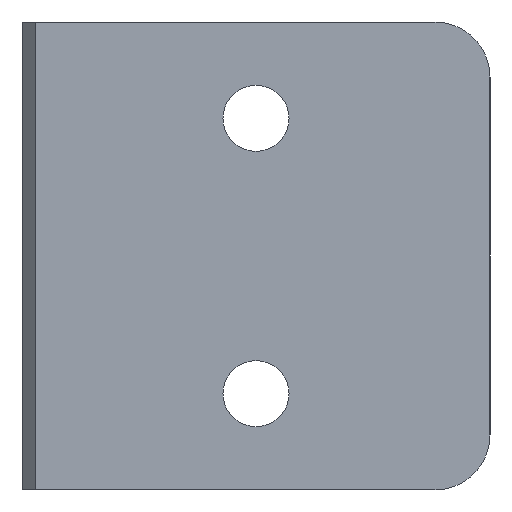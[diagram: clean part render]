
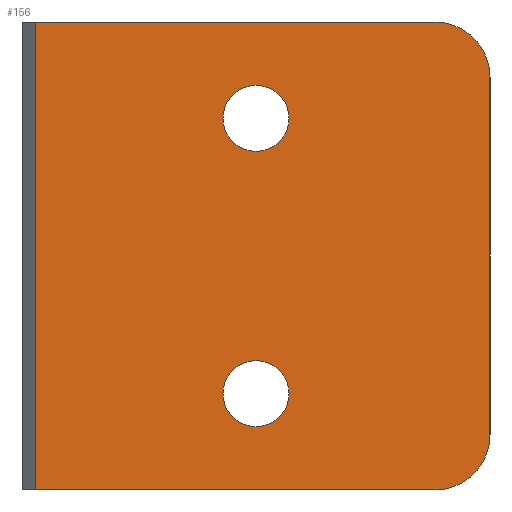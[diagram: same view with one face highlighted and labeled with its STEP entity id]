
A CAD part, front view. The second image highlights one B-rep face of the part: STEP entity #156.
In plain terms, the highlighted planar face has unit normal (0, -1, 0).
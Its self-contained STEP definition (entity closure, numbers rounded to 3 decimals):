
#22 = DIRECTION ( 'NONE',  ( -1., 0., 0. ) ) ;
#43 = EDGE_CURVE ( 'NONE', #1061, #1215, #642, .T. ) ;
#69 = CARTESIAN_POINT ( 'NONE',  ( 5.3, -3.2, 14.7 ) ) ;
#73 = DIRECTION ( 'NONE',  ( 1., 0., 0. ) ) ;
#77 = CIRCLE ( 'NONE', #196, 2. ) ;
#89 = EDGE_CURVE ( 'NONE', #950, #328, #77, .T. ) ;
#104 = DIRECTION ( 'NONE',  ( 0., 0., 1. ) ) ;
#105 = ORIENTED_EDGE ( 'NONE', *, *, #597, .F. ) ;
#115 = EDGE_CURVE ( 'NONE', #1132, #1130, #1050, .T. ) ;
#156 = ADVANCED_FACE ( 'NONE', ( #192, #1378, #450 ), #259, .F. ) ;
#183 = CARTESIAN_POINT ( 'NONE',  ( -3.2, -3.2, 17. ) ) ;
#192 = FACE_BOUND ( 'NONE', #1234, .T. ) ;
#196 = AXIS2_PLACEMENT_3D ( 'NONE', #1293, #1174, #22 ) ;
#204 = VECTOR ( 'NONE', #703, 1000. ) ;
#237 = CARTESIAN_POINT ( 'NONE',  ( -2.7, -3.2, 17. ) ) ;
#249 = CIRCLE ( 'NONE', #1170, 1.2 ) ;
#259 = PLANE ( 'NONE',  #1121 ) ;
#282 = CARTESIAN_POINT ( 'NONE',  ( -3.2, -3.2, 0. ) ) ;
#289 = CARTESIAN_POINT ( 'NONE',  ( 13.8, -3.2, 2. ) ) ;
#295 = DIRECTION ( 'NONE',  ( 0., -1., 0. ) ) ;
#304 = EDGE_CURVE ( 'NONE', #609, #548, #514, .T. ) ;
#320 = EDGE_CURVE ( 'NONE', #1215, #950, #1344, .T. ) ;
#328 = VERTEX_POINT ( 'NONE', #289 ) ;
#344 = VECTOR ( 'NONE', #1309, 1000. ) ;
#359 = ORIENTED_EDGE ( 'NONE', *, *, #1328, .F. ) ;
#401 = ORIENTED_EDGE ( 'NONE', *, *, #43, .T. ) ;
#438 = VERTEX_POINT ( 'NONE', #556 ) ;
#450 = FACE_OUTER_BOUND ( 'NONE', #1286, .T. ) ;
#454 = ORIENTED_EDGE ( 'NONE', *, *, #320, .T. ) ;
#459 = DIRECTION ( 'NONE',  ( -1., 0., 0. ) ) ;
#475 = EDGE_CURVE ( 'NONE', #1093, #438, #1285, .T. ) ;
#514 = CIRCLE ( 'NONE', #1183, 1.2 ) ;
#517 = CARTESIAN_POINT ( 'NONE',  ( 5.3, -3.2, 4.7 ) ) ;
#548 = VERTEX_POINT ( 'NONE', #69 ) ;
#556 = CARTESIAN_POINT ( 'NONE',  ( 11.8, -3.2, 17. ) ) ;
#575 = CARTESIAN_POINT ( 'NONE',  ( -3.2, -3.2, 17. ) ) ;
#579 = EDGE_CURVE ( 'NONE', #1130, #1132, #962, .T. ) ;
#584 = DIRECTION ( 'NONE',  ( 0., 1., 0. ) ) ;
#597 = EDGE_CURVE ( 'NONE', #1061, #438, #747, .T. ) ;
#606 = DIRECTION ( 'NONE',  ( 0., 1., 0. ) ) ;
#607 = ORIENTED_EDGE ( 'NONE', *, *, #475, .T. ) ;
#609 = VERTEX_POINT ( 'NONE', #1356 ) ;
#626 = ORIENTED_EDGE ( 'NONE', *, *, #304, .T. ) ;
#642 = LINE ( 'NONE', #237, #344 ) ;
#699 = ORIENTED_EDGE ( 'NONE', *, *, #115, .T. ) ;
#703 = DIRECTION ( 'NONE',  ( 1., 0., 0. ) ) ;
#747 = LINE ( 'NONE', #183, #204 ) ;
#761 = VECTOR ( 'NONE', #73, 1000. ) ;
#778 = DIRECTION ( 'NONE',  ( 0., 0., 1. ) ) ;
#817 = EDGE_LOOP ( 'NONE', ( #1236, #699 ) ) ;
#841 = CARTESIAN_POINT ( 'NONE',  ( -2.7, -3.2, 0. ) ) ;
#866 = ORIENTED_EDGE ( 'NONE', *, *, #89, .T. ) ;
#874 = CARTESIAN_POINT ( 'NONE',  ( 5.3, -3.2, 13.5 ) ) ;
#883 = CARTESIAN_POINT ( 'NONE',  ( 5.3, -3.2, 3.5 ) ) ;
#908 = DIRECTION ( 'NONE',  ( -1., 0., 0. ) ) ;
#938 = CARTESIAN_POINT ( 'NONE',  ( -2.7, -3.2, 17. ) ) ;
#950 = VERTEX_POINT ( 'NONE', #1353 ) ;
#962 = CIRCLE ( 'NONE', #1355, 1.2 ) ;
#1050 = CIRCLE ( 'NONE', #1338, 1.2 ) ;
#1061 = VERTEX_POINT ( 'NONE', #938 ) ;
#1072 = AXIS2_PLACEMENT_3D ( 'NONE', #1217, #295, #908 ) ;
#1075 = ORIENTED_EDGE ( 'NONE', *, *, #1198, .T. ) ;
#1083 = CARTESIAN_POINT ( 'NONE',  ( 5.3, -3.2, 2.3 ) ) ;
#1093 = VERTEX_POINT ( 'NONE', #1247 ) ;
#1103 = VECTOR ( 'NONE', #1325, 1000. ) ;
#1114 = DIRECTION ( 'NONE',  ( 0., 1., 0. ) ) ;
#1120 = CARTESIAN_POINT ( 'NONE',  ( 5.3, -3.2, 13.5 ) ) ;
#1121 = AXIS2_PLACEMENT_3D ( 'NONE', #575, #1204, #459 ) ;
#1130 = VERTEX_POINT ( 'NONE', #517 ) ;
#1132 = VERTEX_POINT ( 'NONE', #1083 ) ;
#1170 = AXIS2_PLACEMENT_3D ( 'NONE', #874, #1270, #104 ) ;
#1174 = DIRECTION ( 'NONE',  ( 0., -1., 0. ) ) ;
#1183 = AXIS2_PLACEMENT_3D ( 'NONE', #1120, #606, #1226 ) ;
#1198 = EDGE_CURVE ( 'NONE', #548, #609, #249, .T. ) ;
#1201 = CARTESIAN_POINT ( 'NONE',  ( 13.8, -3.2, 17. ) ) ;
#1204 = DIRECTION ( 'NONE',  ( 0., 1., 0. ) ) ;
#1207 = LINE ( 'NONE', #1201, #1103 ) ;
#1215 = VERTEX_POINT ( 'NONE', #841 ) ;
#1217 = CARTESIAN_POINT ( 'NONE',  ( 11.8, -3.2, 15. ) ) ;
#1223 = CARTESIAN_POINT ( 'NONE',  ( 5.3, -3.2, 3.5 ) ) ;
#1226 = DIRECTION ( 'NONE',  ( 0., 0., 1. ) ) ;
#1234 = EDGE_LOOP ( 'NONE', ( #1075, #626 ) ) ;
#1236 = ORIENTED_EDGE ( 'NONE', *, *, #579, .T. ) ;
#1247 = CARTESIAN_POINT ( 'NONE',  ( 13.8, -3.2, 15. ) ) ;
#1270 = DIRECTION ( 'NONE',  ( 0., 1., 0. ) ) ;
#1285 = CIRCLE ( 'NONE', #1072, 2. ) ;
#1286 = EDGE_LOOP ( 'NONE', ( #105, #401, #454, #866, #359, #607 ) ) ;
#1293 = CARTESIAN_POINT ( 'NONE',  ( 11.8, -3.2, 2. ) ) ;
#1309 = DIRECTION ( 'NONE',  ( 0., 0., -1. ) ) ;
#1325 = DIRECTION ( 'NONE',  ( 0., 0., -1. ) ) ;
#1328 = EDGE_CURVE ( 'NONE', #1093, #328, #1207, .T. ) ;
#1338 = AXIS2_PLACEMENT_3D ( 'NONE', #883, #584, #778 ) ;
#1344 = LINE ( 'NONE', #282, #761 ) ;
#1353 = CARTESIAN_POINT ( 'NONE',  ( 11.8, -3.2, 0. ) ) ;
#1355 = AXIS2_PLACEMENT_3D ( 'NONE', #1223, #1114, #1358 ) ;
#1356 = CARTESIAN_POINT ( 'NONE',  ( 5.3, -3.2, 12.3 ) ) ;
#1358 = DIRECTION ( 'NONE',  ( 0., 0., 1. ) ) ;
#1378 = FACE_BOUND ( 'NONE', #817, .T. ) ;
